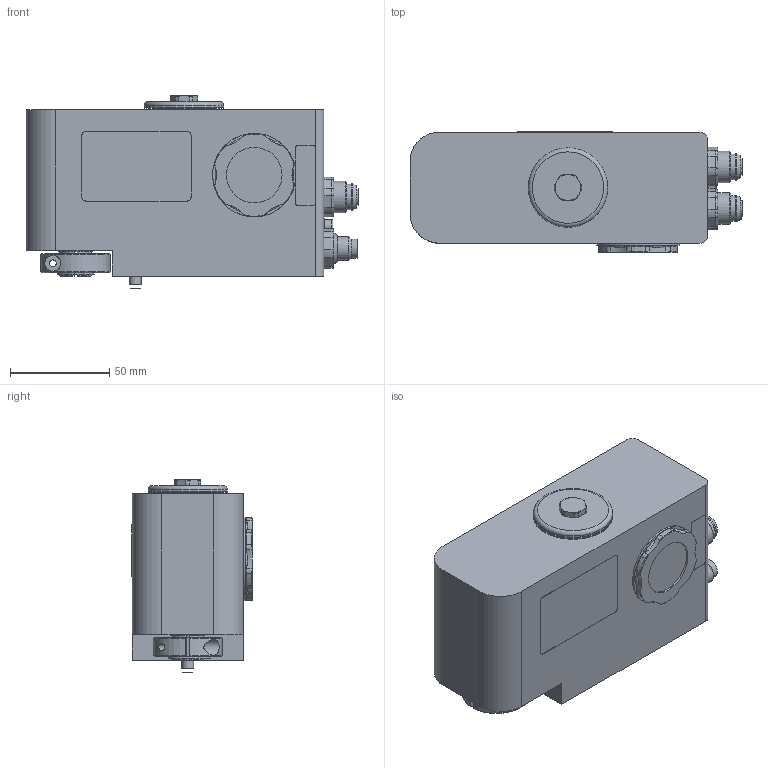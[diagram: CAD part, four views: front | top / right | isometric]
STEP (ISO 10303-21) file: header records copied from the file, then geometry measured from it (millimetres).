
FILE_DESCRIPTION(/* description */ (''),/* implementation_level */ '2;1');
FILE_NAME(/* name */ 'ü-STP-Datei_PSW30x32x-14.stp',/* time_stamp */ '2020-11-05T11:22:23+01:00',/* author */ ('stefan.mueller'),/* organization */ (''),/* preprocessor_version */ 'ST-DEVELOPER v17',/* originating_system */ 'Autodesk Inventor 2018',/* authorisation */ '');
FILE_SCHEMA (('AUTOMOTIVE_DESIGN { 1 0 10303 214 3 1 1 }'));
Length unit declared in the file: millimetre
Products named in the file (1): ENG-105623
Bounding box: 167.25 x 60.7 x 97 mm (x, y, z)
Volume: 691448.4 mm3; surface area: 63449.3 mm2
Topology: 1 solids, 1 shells, 785 faces, 2122 edges, 1401 vertices
Faces by surface type: plane 384, cylinder 210, bspline 138, torus 27, cone 26
Full cylindrical faces by diameter (mm): 1 x5, 1.5 x8, 1.7 x2, 3.459 x2, 6 x1, 7 x1, 8 x1, 8.15 x2, 9.6 x1, 10 x2, 12 x1, 13 x2, 13.5 x2, 14 x1, 14.4 x1, 16 x3, 17 x1, 22.2 x1, 28 x1, 32 x1, 40 x2, 42 x1
Entity records: 27771 total; most frequent: CARTESIAN_POINT 7708, ORIENTED_EDGE 4240, DIRECTION 3591, EDGE_CURVE 2120, VERTEX_POINT 1401, LINE 1197, VECTOR 1197, AXIS2_PLACEMENT_3D 1197
